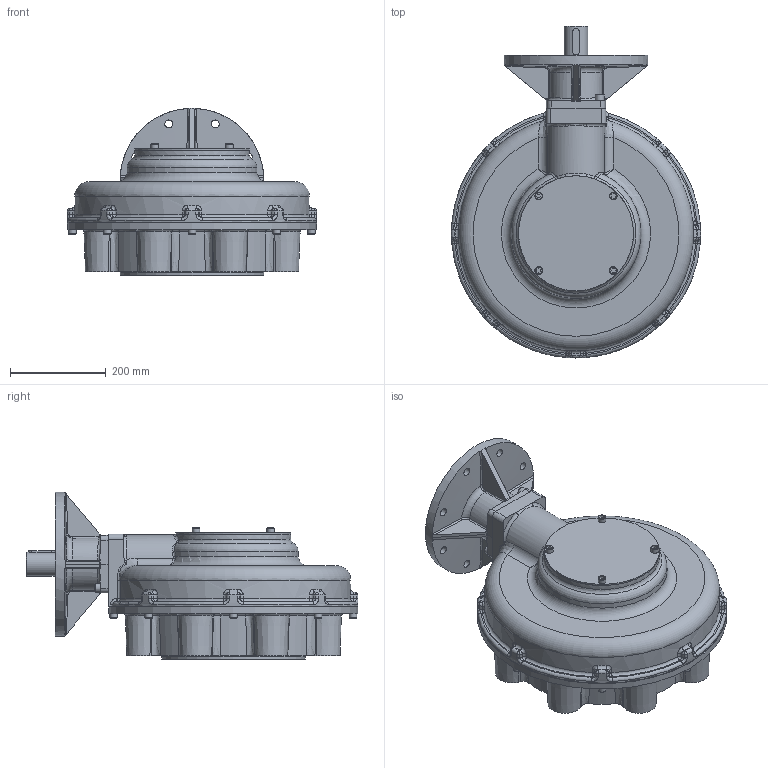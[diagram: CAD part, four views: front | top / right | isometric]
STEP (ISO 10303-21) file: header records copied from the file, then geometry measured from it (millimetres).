
FILE_DESCRIPTION(/* description */ ('Unknown'),/* implementation_level */ '2;1');
FILE_NAME(/* name */ 'PUBIB13-F25-F40_simplified',/* time_stamp */ '2016-01-13T14:41:12+00:00',/* author */ ('Unknown'),/* organization */ ('Unknown'),/* preprocessor_version */ 'ST-DEVELOPER v16',/* originating_system */ 'DEX',/* authorisation */ $);
FILE_SCHEMA (('AUTOMOTIVE_DESIGN {1 0 10303 214 3 1 1}'));
Length unit declared in the file: millimetre
Products named in the file (1): PUBIB13-F25-F40_simplified
Bounding box: 520 x 692.73 x 349.45 mm (x, y, z)
Surface area: 1219605 mm2 (no closed solid volume)
Topology: 0 solids, 42 shells, 651 faces, 1648 edges, 1012 vertices
Faces by surface type: plane 199, cylinder 160, bspline 114, torus 88, cone 60, sphere 30
Full cylindrical faces by diameter (mm): 6.647 x1, 10 x8, 12.5 x1, 16 x12, 16.5 x8, 18 x3, 31.67 x8, 50 x1, 160 x1, 200 x1, 240 x1, 299.95 x1, 300 x1, 339.85 x1, 340 x1, 520 x1
Entity records: 32969 total; most frequent: CARTESIAN_POINT 14949, DIRECTION 2967, ORIENTED_EDGE 2802, EDGE_CURVE 1470, AXIS2_PLACEMENT_3D 1221, VERTEX_POINT 968, FACE_BOUND 826, EDGE_LOOP 817
